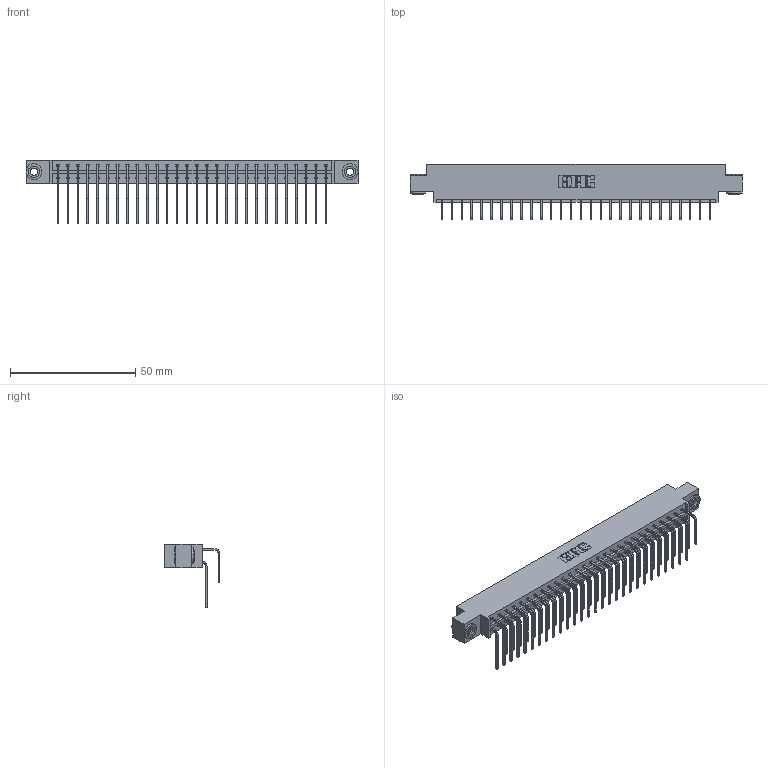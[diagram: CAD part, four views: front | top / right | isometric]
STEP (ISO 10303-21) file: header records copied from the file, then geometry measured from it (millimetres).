
FILE_DESCRIPTION (( 'STEP AP203' ), '1' );
FILE_NAME ('833-056-558-803.STEP', '2020-06-04T23:28:31', ( '' ), ( '' ), 'SwSTEP 2.0', 'SolidWorks 2020', '' );
FILE_SCHEMA (( 'CONFIG_CONTROL_DESIGN' ));
Length unit declared in the file: inch
Products named in the file (5): 345-292-001_558 559 Tail - 1; 345-292-001_558 Tail - 2; 833 Part_Offset - .156 Dia - TH; 833-056-558-803; 345-250-002_345-250-002-102
Assembly tree (59 placements, depth 2):
  833-056-558-803
    833 Part_Offset - .156 Dia - TH
    345-292-001_558 559 Tail - 1  x28
    345-292-001_558 Tail - 2  x28
    345-250-002_345-250-002-102  x2
Bounding box: 132.49 x 22.17 x 25.53 mm (x, y, z)
Volume: 13509.8 mm3; surface area: 17872.4 mm2
Topology: 59 solids, 59 shells, 3180 faces, 9415 edges, 6198 vertices
Faces by surface type: plane 2212, cylinder 960, cone 8
Entity records: 22390 total; most frequent: CARTESIAN_POINT 3756, ORIENTED_EDGE 3634, DIRECTION 3247, EDGE_CURVE 1817, VECTOR 1625, LINE 1625, VERTEX_POINT 1206, AXIS2_PLACEMENT_3D 811
